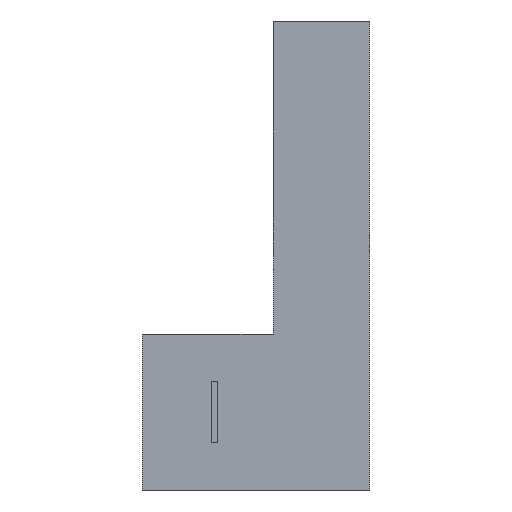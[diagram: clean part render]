
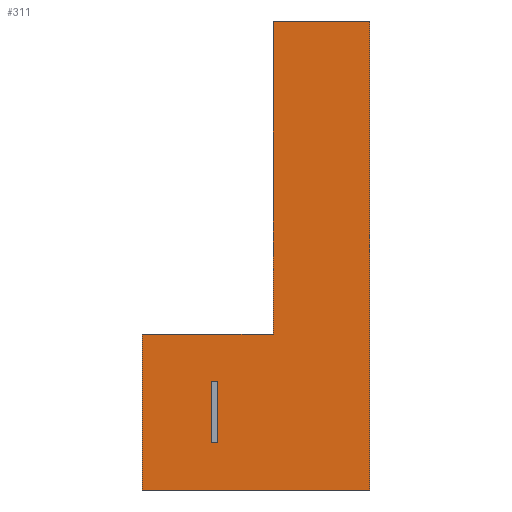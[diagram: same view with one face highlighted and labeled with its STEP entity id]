
A CAD part, left-side view. The second image highlights one B-rep face of the part: STEP entity #311.
In plain terms, the highlighted planar face has unit normal (-1, 0, 0).
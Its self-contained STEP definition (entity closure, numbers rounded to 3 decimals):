
#1=DIRECTION('',(0.,0.,1.));
#2=VECTOR('',#1,7.62);
#3=CARTESIAN_POINT('',(-2.54,0.,-3.81));
#4=LINE('',#3,#2);
#27=DIRECTION('',(0.,0.,-1.));
#28=VECTOR('',#27,1.);
#29=CARTESIAN_POINT('',(-2.54,2.57,-2.04));
#30=LINE('',#29,#28);
#31=DIRECTION('',(0.,1.,0.));
#32=VECTOR('',#31,0.1);
#33=CARTESIAN_POINT('',(-2.54,2.47,-3.04));
#34=LINE('',#33,#32);
#35=DIRECTION('',(0.,0.,-1.));
#36=VECTOR('',#35,1.);
#37=CARTESIAN_POINT('',(-2.54,2.47,-2.04));
#38=LINE('',#37,#36);
#39=DIRECTION('',(0.,1.,0.));
#40=VECTOR('',#39,0.1);
#41=CARTESIAN_POINT('',(-2.54,2.47,-2.04));
#42=LINE('',#41,#40);
#47=DIRECTION('',(0.,-1.,0.));
#48=VECTOR('',#47,3.7);
#49=CARTESIAN_POINT('',(-2.54,3.7,-3.81));
#50=LINE('',#49,#48);
#87=DIRECTION('',(0.,0.,1.));
#88=VECTOR('',#87,5.08);
#89=CARTESIAN_POINT('',(-2.54,1.57,-1.27));
#90=LINE('',#89,#88);
#101=DIRECTION('',(0.,1.,0.));
#102=VECTOR('',#101,2.13);
#103=CARTESIAN_POINT('',(-2.54,1.57,-1.27));
#104=LINE('',#103,#102);
#105=DIRECTION('',(0.,0.,1.));
#106=VECTOR('',#105,2.54);
#107=CARTESIAN_POINT('',(-2.54,3.7,-3.81));
#108=LINE('',#107,#106);
#121=DIRECTION('',(0.,1.,0.));
#122=VECTOR('',#121,1.57);
#123=CARTESIAN_POINT('',(-2.54,0.,3.81));
#124=LINE('',#123,#122);
#197=CARTESIAN_POINT('',(-2.54,0.,-3.81));
#198=CARTESIAN_POINT('',(-2.54,0.,3.81));
#199=VERTEX_POINT('',#197);
#200=VERTEX_POINT('',#198);
#205=CARTESIAN_POINT('',(-2.54,1.57,3.81));
#207=VERTEX_POINT('',#205);
#209=CARTESIAN_POINT('',(-2.54,3.7,-3.81));
#210=CARTESIAN_POINT('',(-2.54,3.7,-1.27));
#211=VERTEX_POINT('',#209);
#212=VERTEX_POINT('',#210);
#217=CARTESIAN_POINT('',(-2.54,1.57,-1.27));
#219=VERTEX_POINT('',#217);
#237=CARTESIAN_POINT('',(-2.54,2.57,-2.04));
#238=CARTESIAN_POINT('',(-2.54,2.57,-3.04));
#239=VERTEX_POINT('',#237);
#240=VERTEX_POINT('',#238);
#241=CARTESIAN_POINT('',(-2.54,2.47,-2.04));
#242=CARTESIAN_POINT('',(-2.54,2.47,-3.04));
#243=VERTEX_POINT('',#241);
#244=VERTEX_POINT('',#242);
#283=CARTESIAN_POINT('',(-2.54,0.,-3.81));
#284=DIRECTION('',(-1.,0.,0.));
#285=DIRECTION('',(0.,0.,1.));
#286=AXIS2_PLACEMENT_3D('',#283,#284,#285);
#287=PLANE('',#286);
#289=ORIENTED_EDGE('',*,*,#288,.F.);
#291=ORIENTED_EDGE('',*,*,#290,.T.);
#293=ORIENTED_EDGE('',*,*,#292,.F.);
#295=ORIENTED_EDGE('',*,*,#294,.T.);
#297=ORIENTED_EDGE('',*,*,#296,.F.);
#298=ORIENTED_EDGE('',*,*,#266,.F.);
#299=EDGE_LOOP('',(#289,#291,#293,#295,#297,#298));
#300=FACE_OUTER_BOUND('',#299,.F.);
#302=ORIENTED_EDGE('',*,*,#301,.T.);
#304=ORIENTED_EDGE('',*,*,#303,.F.);
#306=ORIENTED_EDGE('',*,*,#305,.F.);
#308=ORIENTED_EDGE('',*,*,#307,.T.);
#309=EDGE_LOOP('',(#302,#304,#306,#308));
#310=FACE_BOUND('',#309,.F.);
#266=EDGE_CURVE('',#199,#200,#4,.T.);
#288=EDGE_CURVE('',#211,#199,#50,.T.);
#290=EDGE_CURVE('',#211,#212,#108,.T.);
#292=EDGE_CURVE('',#219,#212,#104,.T.);
#294=EDGE_CURVE('',#219,#207,#90,.T.);
#296=EDGE_CURVE('',#200,#207,#124,.T.);
#301=EDGE_CURVE('',#239,#240,#30,.T.);
#303=EDGE_CURVE('',#244,#240,#34,.T.);
#305=EDGE_CURVE('',#243,#244,#38,.T.);
#307=EDGE_CURVE('',#243,#239,#42,.T.);
#311=ADVANCED_FACE('',(#300,#310),#287,.T.);
